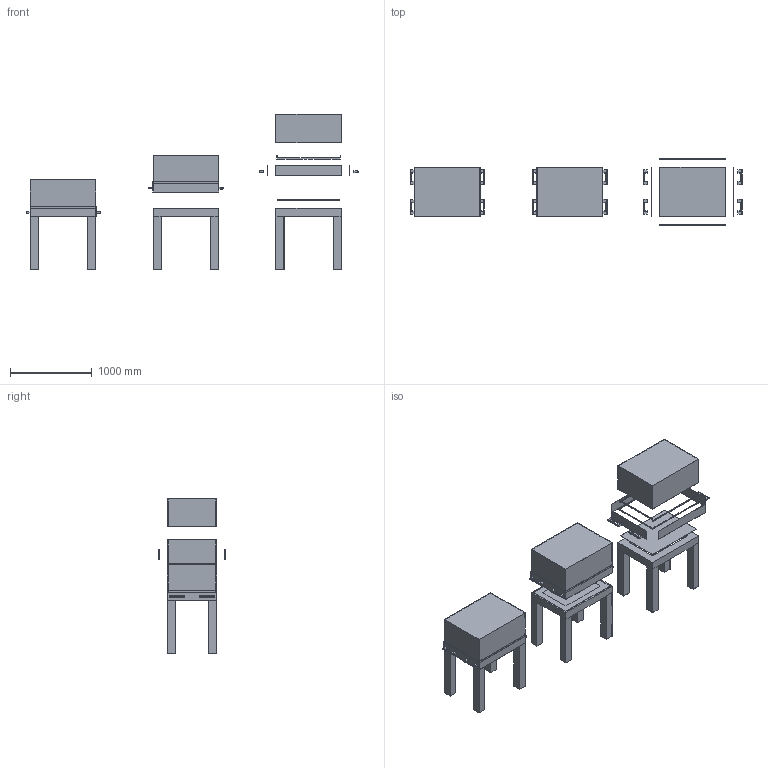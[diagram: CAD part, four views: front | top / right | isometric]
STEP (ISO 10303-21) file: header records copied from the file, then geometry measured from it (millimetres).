
FILE_DESCRIPTION(('HOOPS Exchange Step'),'2;1');
FILE_NAME('temp_export','2025-01-17T12:50:37+02:00',('mobile'),('Shapr3D Limited'),'HOOPS Exchange 2024.6','Shapr3D','Authorized');
FILE_SCHEMA( ('AP242_MANAGED_MODEL_BASED_3D_ENGINEERING_MIM_LF {1 0 10303 442 1 1 4 }') );
Length unit declared in the file: millimetre
Products named in the file (13): Handles; Frame; Base; v2.3; Handles (1); Frame (1); Base (1); v2.3 Opened; Handles (2); Frame (2); Base (2); v2.3 Exploded; root
Assembly tree (12 placements, depth 4):
  root
    v2.3
      Frame
        Handles
      Base
    v2.3 Opened
      Frame (1)
        Handles (1)
      Base (1)
    v2.3 Exploded
      Frame (2)
        Handles (2)
      Base (2)
Bounding box: 4058 x 808 x 1900 mm (x, y, z)
Volume: 119521519.2 mm3; surface area: 23378410 mm2
Topology: 48 solids, 48 shells, 1236 faces, 3360 edges, 2232 vertices
Faces by surface type: plane 1032, cylinder 204
Full cylindrical faces by diameter (mm): 6.7 x42, 8.6 x24, 15 x24
Entity records: 41813 total; most frequent: CARTESIAN_POINT 9662, ORIENTED_EDGE 6720, DIRECTION 6256, EDGE_CURVE 3360, VECTOR 2844, LINE 2844, VERTEX_POINT 2232, AXIS2_PLACEMENT_3D 1706
